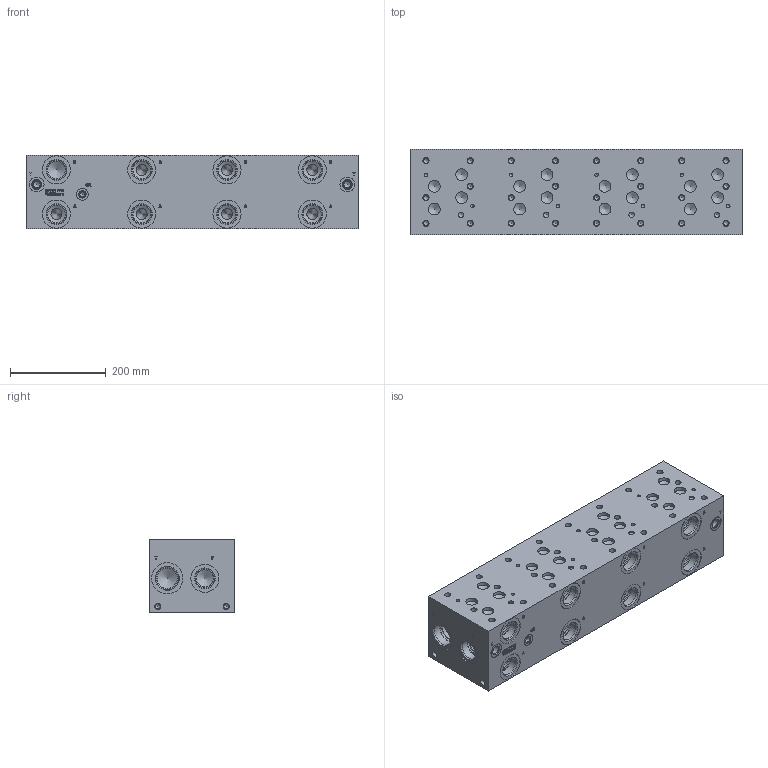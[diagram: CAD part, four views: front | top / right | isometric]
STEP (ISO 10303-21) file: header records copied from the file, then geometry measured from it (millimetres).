
FILE_DESCRIPTION(/* description */ (''),/* implementation_level */ '2;1');
FILE_NAME(/* name */ '_D08HP047S.stp',/* time_stamp */ '2021-06-29T14:36:35-04:00',/* author */ ('anthonyv'),/* organization */ (''),/* preprocessor_version */ 'ST-DEVELOPER v18.1',/* originating_system */ 'Autodesk Inventor 2021',/* authorisation */ '');
FILE_SCHEMA (('AUTOMOTIVE_DESIGN { 1 0 10303 214 3 1 1 }'));
Length unit declared in the file: millimetre
Products named in the file (1): Part1
Bounding box: 692.15 x 177.8 x 152.4 mm (x, y, z)
Volume: 17886860.5 mm3; surface area: 628627.4 mm2
Topology: 1 solids, 1 shells, 914 faces, 2483 edges, 1689 vertices
Faces by surface type: plane 470, bspline 169, cylinder 159, cone 116
Full cylindrical faces by diameter (mm): 7.137 x8, 10.719 x29, 11.125 x4, 12.7 x28, 12.9 x1, 14.275 x3, 14.529 x1, 17.501 x2, 19.05 x2, 19.253 x2, 24.613 x16, 25.019 x1, 30.632 x2, 35.712 x2, 36.906 x8, 39.218 x10, 41.275 x8, 41.28 x2, 41.758 x2, 42.062 x2, 43.51 x8, 45.568 x2, 47.625 x2, 48.057 x2, 58.572 x10, 65.126 x2
Entity records: 30154 total; most frequent: CARTESIAN_POINT 7213, ORIENTED_EDGE 4824, DIRECTION 4146, EDGE_CURVE 2412, VERTEX_POINT 1689, LINE 1494, VECTOR 1494, AXIS2_PLACEMENT_3D 1326
